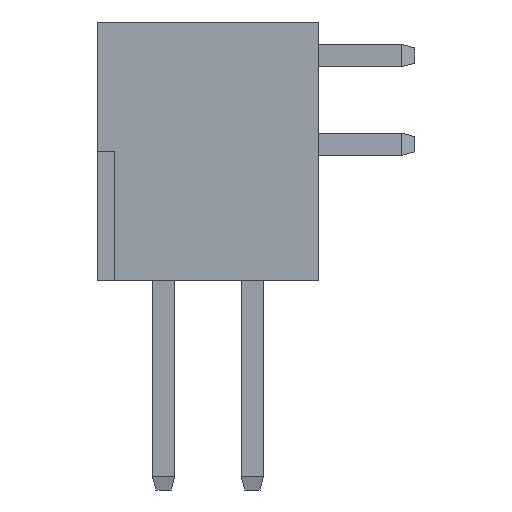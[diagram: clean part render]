
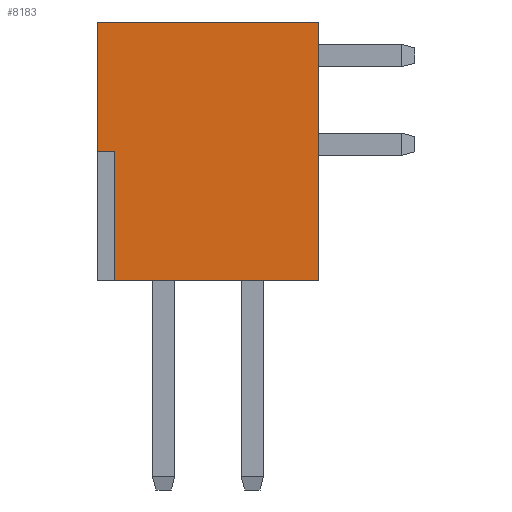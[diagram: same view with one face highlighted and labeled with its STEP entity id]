
A CAD part, left-side view. The second image highlights one B-rep face of the part: STEP entity #8183.
In plain terms, the highlighted planar face has unit normal (-1, 0, 0).
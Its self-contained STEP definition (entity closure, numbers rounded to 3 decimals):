
#1160 = DIRECTION ( 'NONE',  ( 1., 0., 0. ) ) ;
#1706 = VECTOR ( 'NONE', #20616, 1000. ) ;
#2331 = DIRECTION ( 'NONE',  ( 0., -1., 0. ) ) ;
#2880 = EDGE_CURVE ( 'NONE', #23085, #6530, #13178, .T. ) ;
#3180 = EDGE_CURVE ( 'NONE', #23085, #15163, #13286, .T. ) ;
#3406 = DIRECTION ( 'NONE',  ( 0., 0., -1. ) ) ;
#3520 = CARTESIAN_POINT ( 'NONE',  ( -38.1, -3.175, 7.4 ) ) ;
#3900 = VERTEX_POINT ( 'NONE', #26121 ) ;
#3945 = CARTESIAN_POINT ( 'NONE',  ( -38.1, -3.175, 7.4 ) ) ;
#4827 = EDGE_CURVE ( 'NONE', #25012, #6530, #15079, .T. ) ;
#5587 = EDGE_CURVE ( 'NONE', #15163, #3900, #8147, .T. ) ;
#5703 = DIRECTION ( 'NONE',  ( 0., -1., 0. ) ) ;
#5984 = ORIENTED_EDGE ( 'NONE', *, *, #2880, .T. ) ;
#6530 = VERTEX_POINT ( 'NONE', #25731 ) ;
#6571 = VECTOR ( 'NONE', #2331, 1000. ) ;
#7114 = ORIENTED_EDGE ( 'NONE', *, *, #3180, .F. ) ;
#8147 = LINE ( 'NONE', #17598, #18511 ) ;
#8183 = ADVANCED_FACE ( 'NONE', ( #25496 ), #8762, .F. ) ;
#8762 = PLANE ( 'NONE',  #21380 ) ;
#8937 = EDGE_CURVE ( 'NONE', #21916, #3900, #14262, .T. ) ;
#9275 = EDGE_LOOP ( 'NONE', ( #9344, #13434, #24764, #18397, #7114, #5984 ) ) ;
#9344 = ORIENTED_EDGE ( 'NONE', *, *, #4827, .F. ) ;
#10047 = VECTOR ( 'NONE', #24728, 1000. ) ;
#13178 = LINE ( 'NONE', #22634, #29953 ) ;
#13286 = LINE ( 'NONE', #3520, #30485 ) ;
#13434 = ORIENTED_EDGE ( 'NONE', *, *, #19833, .T. ) ;
#14262 = LINE ( 'NONE', #16268, #6571 ) ;
#14819 = CARTESIAN_POINT ( 'NONE',  ( -38.1, 2.675, 7.4 ) ) ;
#15079 = LINE ( 'NONE', #24531, #1706 ) ;
#15163 = VERTEX_POINT ( 'NONE', #27210 ) ;
#16268 = CARTESIAN_POINT ( 'NONE',  ( -38.1, -3.175, 0. ) ) ;
#17476 = CARTESIAN_POINT ( 'NONE',  ( -38.1, 2.675, 3.7 ) ) ;
#17598 = CARTESIAN_POINT ( 'NONE',  ( -38.1, -3.175, 7.4 ) ) ;
#18397 = ORIENTED_EDGE ( 'NONE', *, *, #5587, .F. ) ;
#18511 = VECTOR ( 'NONE', #21938, 1000. ) ;
#19833 = EDGE_CURVE ( 'NONE', #25012, #21916, #27074, .T. ) ;
#20321 = CARTESIAN_POINT ( 'NONE',  ( -38.1, 2.675, 0. ) ) ;
#20616 = DIRECTION ( 'NONE',  ( 0., 1., 0. ) ) ;
#21380 = AXIS2_PLACEMENT_3D ( 'NONE', #3945, #1160, #25190 ) ;
#21916 = VERTEX_POINT ( 'NONE', #20321 ) ;
#21938 = DIRECTION ( 'NONE',  ( 0., 0., -1. ) ) ;
#22634 = CARTESIAN_POINT ( 'NONE',  ( -38.1, 3.175, 7.4 ) ) ;
#23085 = VERTEX_POINT ( 'NONE', #29947 ) ;
#24531 = CARTESIAN_POINT ( 'NONE',  ( -38.1, -3.175, 3.7 ) ) ;
#24728 = DIRECTION ( 'NONE',  ( 0., 0., -1. ) ) ;
#24764 = ORIENTED_EDGE ( 'NONE', *, *, #8937, .T. ) ;
#25012 = VERTEX_POINT ( 'NONE', #17476 ) ;
#25190 = DIRECTION ( 'NONE',  ( 0., 0., -1. ) ) ;
#25496 = FACE_OUTER_BOUND ( 'NONE', #9275, .T. ) ;
#25731 = CARTESIAN_POINT ( 'NONE',  ( -38.1, 3.175, 3.7 ) ) ;
#26121 = CARTESIAN_POINT ( 'NONE',  ( -38.1, -3.175, 0. ) ) ;
#27074 = LINE ( 'NONE', #14819, #10047 ) ;
#27210 = CARTESIAN_POINT ( 'NONE',  ( -38.1, -3.175, 7.4 ) ) ;
#29947 = CARTESIAN_POINT ( 'NONE',  ( -38.1, 3.175, 7.4 ) ) ;
#29953 = VECTOR ( 'NONE', #3406, 1000. ) ;
#30485 = VECTOR ( 'NONE', #5703, 1000. ) ;
